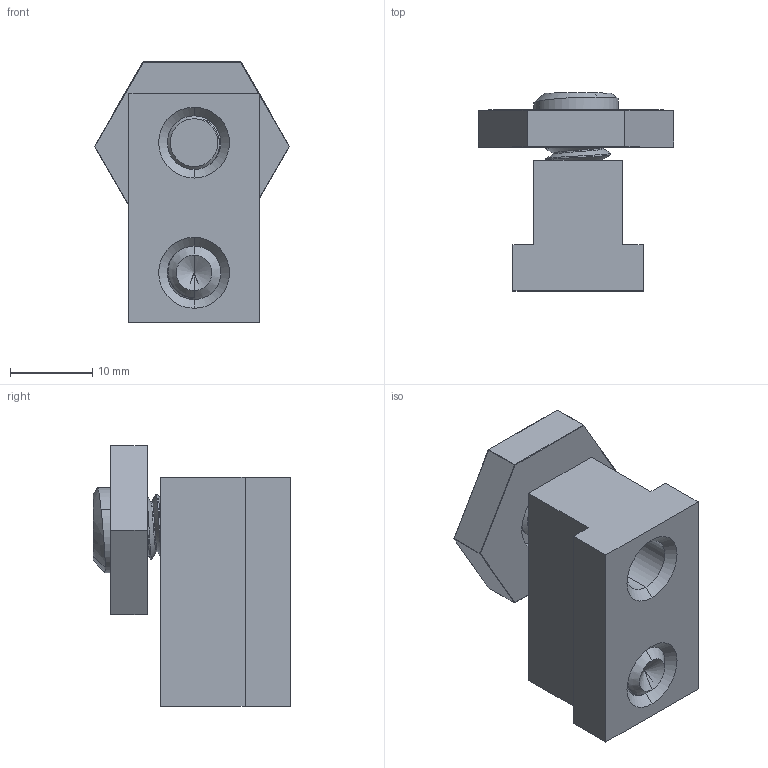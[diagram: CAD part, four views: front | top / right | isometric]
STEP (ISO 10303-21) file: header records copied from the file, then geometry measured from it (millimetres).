
FILE_DESCRIPTION (( 'STEP AP214' ), '1' );
FILE_NAME ('10421.STEP', '2020-10-08T13:40:30', ( 'Mike W' ), ( '' ), 'SwSTEP 2.0', 'SolidWorks 2018', '' );
FILE_SCHEMA (( 'AUTOMOTIVE_DESIGN' ));
Length unit declared in the file: inch
Products named in the file (7): TSN-Nut Bodies (Std Configured)_107151; 10421; 10201_10201; 10367_10367; 10584_10584; (TSN) T-Nut Assemblies (English& Metric Configured)_10715; 5161858 SSS_5161858 SSS
Assembly tree (6 placements, depth 3):
  10421
    (TSN) T-Nut Assemblies (English& Metric Configured)_10715
      TSN-Nut Bodies (Std Configured)_107151
      5161858 SSS_5161858 SSS
    10201_10201
      10584_10584
      10367_10367
Bounding box: 23.8 x 24.11 x 31.78 mm (x, y, z)
Volume: 7091.5 mm3; surface area: 5181.8 mm2
Topology: 4 solids, 4 shells, 164 faces, 394 edges, 226 vertices
Faces by surface type: cylinder 65, plane 42, cone 37, sphere 14, bspline 6
Entity records: 8407 total; most frequent: CARTESIAN_POINT 4647, ORIENTED_EDGE 756, DIRECTION 695, EDGE_CURVE 378, AXIS2_PLACEMENT_3D 268, VERTEX_POINT 226, EDGE_LOOP 174, ADVANCED_FACE 164
